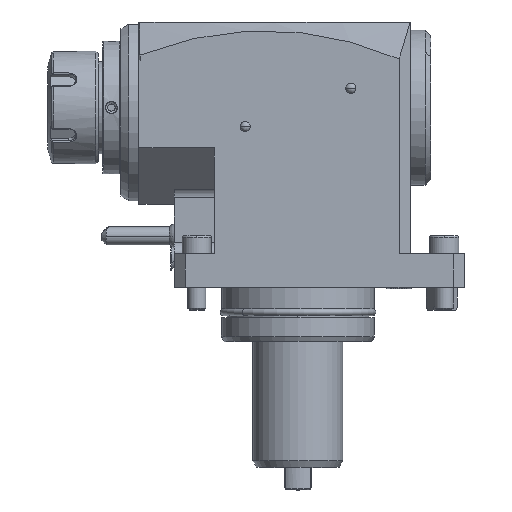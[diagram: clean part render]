
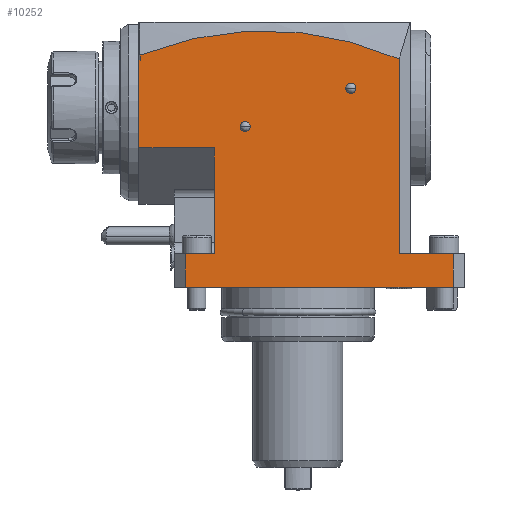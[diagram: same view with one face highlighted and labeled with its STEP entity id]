
A CAD part, top view. The second image highlights one B-rep face of the part: STEP entity #10252.
In plain terms, the highlighted planar face has unit normal (0, 0, 1).
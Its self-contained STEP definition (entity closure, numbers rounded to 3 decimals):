
#2855=DIRECTION('',(0.,1.,0.));
#2856=VECTOR('',#2855,39.);
#2857=CARTESIAN_POINT('',(0.,62.,42.5));
#2858=LINE('',#2857,#2856);
#3014=DIRECTION('',(0.,1.,0.));
#3015=VECTOR('',#3014,86.542);
#3016=CARTESIAN_POINT('',(115.7,15.,42.5));
#3017=LINE('',#3016,#3015);
#3049=DIRECTION('',(-1.,0.,0.));
#3050=VECTOR('',#3049,24.);
#3051=CARTESIAN_POINT('',(139.7,15.,42.5));
#3052=LINE('',#3051,#3050);
#3140=DIRECTION('',(1.,0.,0.));
#3141=VECTOR('',#3140,33.5);
#3142=CARTESIAN_POINT('',(0.,62.,42.5));
#3143=LINE('',#3142,#3141);
#3144=DIRECTION('',(-1.,0.,0.));
#3145=VECTOR('',#3144,12.8);
#3146=CARTESIAN_POINT('',(33.5,15.,42.5));
#3147=LINE('',#3146,#3145);
#3148=DIRECTION('',(0.,1.,0.));
#3149=VECTOR('',#3148,47.);
#3150=CARTESIAN_POINT('',(33.5,15.,42.5));
#3151=LINE('',#3150,#3149);
#3152=DIRECTION('',(0.,1.,0.));
#3153=VECTOR('',#3152,2.325);
#3154=CARTESIAN_POINT('',(0.5,101.,42.5));
#3155=LINE('',#3154,#3153);
#3156=CARTESIAN_POINT('',(0.5,103.325,42.5));
#3157=CARTESIAN_POINT('',(10.153,107.102,42.5));
#3158=CARTESIAN_POINT('',(29.431,112.652,42.5));
#3159=CARTESIAN_POINT('',(58.27,115.087,42.5));
#3160=CARTESIAN_POINT('',(87.03,111.701,42.5));
#3161=CARTESIAN_POINT('',(106.152,105.576,42.5));
#3162=CARTESIAN_POINT('',(115.7,101.542,42.5));
#3164=DIRECTION('',(-1.,0.,0.));
#3165=VECTOR('',#3164,119.);
#3166=CARTESIAN_POINT('',(139.7,0.,42.5));
#3167=LINE('',#3166,#3165);
#3168=CARTESIAN_POINT('',(47.2,71.5,42.5));
#3169=DIRECTION('',(0.,0.,-1.));
#3170=DIRECTION('',(-1.,0.,0.));
#3171=AXIS2_PLACEMENT_3D('',#3168,#3169,#3170);
#3173=CARTESIAN_POINT('',(47.2,71.5,42.5));
#3174=DIRECTION('',(0.,0.,-1.));
#3175=DIRECTION('',(1.,0.,0.));
#3176=AXIS2_PLACEMENT_3D('',#3173,#3174,#3175);
#3178=CARTESIAN_POINT('',(94.2,88.5,42.5));
#3179=DIRECTION('',(0.,0.,-1.));
#3180=DIRECTION('',(-1.,0.,0.));
#3181=AXIS2_PLACEMENT_3D('',#3178,#3179,#3180);
#3183=CARTESIAN_POINT('',(94.2,88.5,42.5));
#3184=DIRECTION('',(0.,0.,-1.));
#3185=DIRECTION('',(1.,0.,0.));
#3186=AXIS2_PLACEMENT_3D('',#3183,#3184,#3185);
#3192=DIRECTION('',(0.,-1.,0.));
#3193=VECTOR('',#3192,15.);
#3194=CARTESIAN_POINT('',(20.7,15.,42.5));
#3195=LINE('',#3194,#3193);
#3478=DIRECTION('',(0.,1.,0.));
#3479=VECTOR('',#3478,15.);
#3480=CARTESIAN_POINT('',(139.7,0.,42.5));
#3481=LINE('',#3480,#3479);
#5288=DIRECTION('',(-1.,0.,0.));
#5289=VECTOR('',#5288,0.5);
#5290=CARTESIAN_POINT('',(0.5,101.,42.5));
#5291=LINE('',#5290,#5289);
#6518=VERTEX_POINT('',#3156);
#6519=VERTEX_POINT('',#3162);
#6821=CARTESIAN_POINT('',(44.95,71.5,42.5));
#6822=CARTESIAN_POINT('',(49.45,71.5,42.5));
#6823=VERTEX_POINT('',#6821);
#6824=VERTEX_POINT('',#6822);
#6827=CARTESIAN_POINT('',(91.95,88.5,42.5));
#6828=CARTESIAN_POINT('',(96.45,88.5,42.5));
#6829=VERTEX_POINT('',#6827);
#6830=VERTEX_POINT('',#6828);
#7207=CARTESIAN_POINT('',(139.7,0.,42.5));
#7209=VERTEX_POINT('',#7207);
#7215=CARTESIAN_POINT('',(139.7,15.,42.5));
#7217=VERTEX_POINT('',#7215);
#7222=CARTESIAN_POINT('',(20.7,0.,42.5));
#7224=VERTEX_POINT('',#7222);
#7239=CARTESIAN_POINT('',(20.7,15.,42.5));
#7241=VERTEX_POINT('',#7239);
#7246=CARTESIAN_POINT('',(33.5,15.,42.5));
#7247=VERTEX_POINT('',#7246);
#7250=CARTESIAN_POINT('',(0.,62.,42.5));
#7251=CARTESIAN_POINT('',(0.,101.,42.5));
#7252=VERTEX_POINT('',#7250);
#7253=VERTEX_POINT('',#7251);
#7267=CARTESIAN_POINT('',(0.5,101.,42.5));
#7269=VERTEX_POINT('',#7267);
#7387=CARTESIAN_POINT('',(115.7,15.,42.5));
#7388=VERTEX_POINT('',#7387);
#7391=CARTESIAN_POINT('',(33.5,62.,42.5));
#7392=VERTEX_POINT('',#7391);
#10213=CARTESIAN_POINT('',(0.,118.,42.5));
#10214=DIRECTION('',(0.,0.,1.));
#10215=DIRECTION('',(0.,-1.,0.));
#10216=AXIS2_PLACEMENT_3D('',#10213,#10214,#10215);
#10217=PLANE('',#10216);
#10219=ORIENTED_EDGE('',*,*,#10218,.F.);
#10221=ORIENTED_EDGE('',*,*,#10220,.F.);
#10223=ORIENTED_EDGE('',*,*,#10222,.T.);
#10224=ORIENTED_EDGE('',*,*,#10202,.F.);
#10225=ORIENTED_EDGE('',*,*,#9865,.T.);
#10227=ORIENTED_EDGE('',*,*,#10226,.F.);
#10229=ORIENTED_EDGE('',*,*,#10228,.T.);
#10231=ORIENTED_EDGE('',*,*,#10230,.T.);
#10232=ORIENTED_EDGE('',*,*,#10076,.F.);
#10233=ORIENTED_EDGE('',*,*,#10100,.F.);
#10235=ORIENTED_EDGE('',*,*,#10234,.F.);
#10237=ORIENTED_EDGE('',*,*,#10236,.T.);
#10238=EDGE_LOOP('',(#10219,#10221,#10223,#10224,#10225,#10227,#10229,#10231,
#10232,#10233,#10235,#10237));
#10239=FACE_OUTER_BOUND('',#10238,.F.);
#10241=ORIENTED_EDGE('',*,*,#10240,.F.);
#10243=ORIENTED_EDGE('',*,*,#10242,.F.);
#10244=EDGE_LOOP('',(#10241,#10243));
#10245=FACE_BOUND('',#10244,.F.);
#10247=ORIENTED_EDGE('',*,*,#10246,.F.);
#10249=ORIENTED_EDGE('',*,*,#10248,.F.);
#10250=EDGE_LOOP('',(#10247,#10249));
#10251=FACE_BOUND('',#10250,.F.);
#3163=B_SPLINE_CURVE_WITH_KNOTS('',3,(#3156,#3157,#3158,#3159,#3160,#3161,
#3162),.UNSPECIFIED.,.F.,.F.,(4,1,1,1,4),(0.,0.25,0.5,0.75,1.),
.UNSPECIFIED.);
#3172=CIRCLE('',#3171,2.25);
#3177=CIRCLE('',#3176,2.25);
#3182=CIRCLE('',#3181,2.25);
#3187=CIRCLE('',#3186,2.25);
#9865=EDGE_CURVE('',#7252,#7253,#2858,.T.);
#10076=EDGE_CURVE('',#7388,#6519,#3017,.T.);
#10100=EDGE_CURVE('',#7217,#7388,#3052,.T.);
#10202=EDGE_CURVE('',#7252,#7392,#3143,.T.);
#10218=EDGE_CURVE('',#7241,#7224,#3195,.T.);
#10220=EDGE_CURVE('',#7247,#7241,#3147,.T.);
#10222=EDGE_CURVE('',#7247,#7392,#3151,.T.);
#10226=EDGE_CURVE('',#7269,#7253,#5291,.T.);
#10228=EDGE_CURVE('',#7269,#6518,#3155,.T.);
#10230=EDGE_CURVE('',#6518,#6519,#3163,.T.);
#10234=EDGE_CURVE('',#7209,#7217,#3481,.T.);
#10236=EDGE_CURVE('',#7209,#7224,#3167,.T.);
#10240=EDGE_CURVE('',#6823,#6824,#3172,.T.);
#10242=EDGE_CURVE('',#6824,#6823,#3177,.T.);
#10246=EDGE_CURVE('',#6829,#6830,#3182,.T.);
#10248=EDGE_CURVE('',#6830,#6829,#3187,.T.);
#10252=ADVANCED_FACE('',(#10239,#10245,#10251),#10217,.T.);
